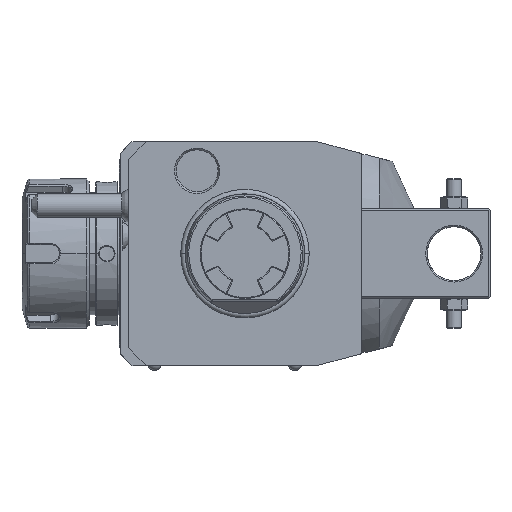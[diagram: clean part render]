
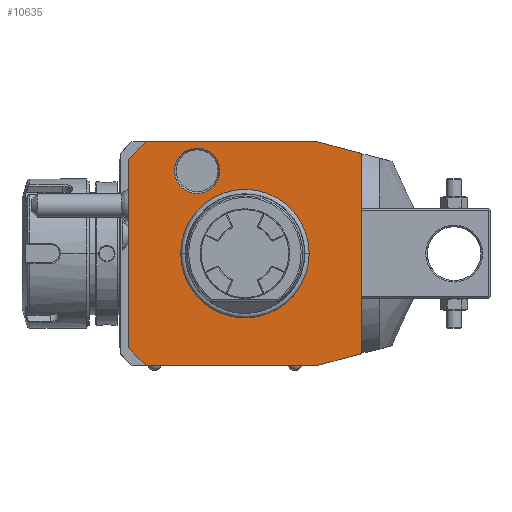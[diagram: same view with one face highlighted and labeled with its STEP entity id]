
A CAD part, front view. The second image highlights one B-rep face of the part: STEP entity #10635.
In plain terms, the highlighted planar face has unit normal (0, -1, 0).
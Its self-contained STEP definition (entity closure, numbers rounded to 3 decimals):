
#1=DIRECTION('',(-0.966,0.,0.259));
#2=VECTOR('',#1,15.529);
#3=CARTESIAN_POINT('',(39.,0.,33.481));
#4=LINE('',#3,#2);
#5=DIRECTION('',(0.,0.,1.));
#6=VECTOR('',#5,66.962);
#7=CARTESIAN_POINT('',(39.,0.,-33.481));
#8=LINE('',#7,#6);
#9=DIRECTION('',(0.966,0.,0.259));
#10=VECTOR('',#9,15.529);
#11=CARTESIAN_POINT('',(24.,0.,-37.5));
#12=LINE('',#11,#10);
#13=DIRECTION('',(1.,0.,0.));
#14=VECTOR('',#13,57.);
#15=CARTESIAN_POINT('',(-33.,0.,-37.5));
#16=LINE('',#15,#14);
#17=DIRECTION('',(0.707,0.,-0.707));
#18=VECTOR('',#17,8.485);
#19=CARTESIAN_POINT('',(-39.,0.,-31.5));
#20=LINE('',#19,#18);
#21=DIRECTION('',(0.,0.,-1.));
#22=VECTOR('',#21,63.);
#23=CARTESIAN_POINT('',(-39.,0.,31.5));
#24=LINE('',#23,#22);
#25=DIRECTION('',(-0.707,0.,-0.707));
#26=VECTOR('',#25,8.485);
#27=CARTESIAN_POINT('',(-33.,0.,37.5));
#28=LINE('',#27,#26);
#29=DIRECTION('',(-1.,0.,0.));
#30=VECTOR('',#29,57.);
#31=CARTESIAN_POINT('',(24.,0.,37.5));
#32=LINE('',#31,#30);
#33=CARTESIAN_POINT('',(-16.,0.,27.713));
#34=DIRECTION('',(0.,1.,0.));
#35=DIRECTION('',(1.,0.,0.));
#36=AXIS2_PLACEMENT_3D('',#33,#34,#35);
#38=CARTESIAN_POINT('',(-16.,0.,27.713));
#39=DIRECTION('',(0.,1.,0.));
#40=DIRECTION('',(-1.,0.,0.));
#41=AXIS2_PLACEMENT_3D('',#38,#39,#40);
#7538=CARTESIAN_POINT('',(0.,0.,0.));
#7539=DIRECTION('',(0.,1.,0.));
#7540=DIRECTION('',(-1.,0.,0.));
#7541=AXIS2_PLACEMENT_3D('',#7538,#7539,#7540);
#7543=CARTESIAN_POINT('',(0.,0.,0.));
#7544=DIRECTION('',(0.,1.,0.));
#7545=DIRECTION('',(1.,0.,0.));
#7546=AXIS2_PLACEMENT_3D('',#7543,#7544,#7545);
#9557=CARTESIAN_POINT('',(-8.423,0.,27.713));
#9558=CARTESIAN_POINT('',(-23.577,0.,27.713));
#9559=VERTEX_POINT('',#9557);
#9560=VERTEX_POINT('',#9558);
#10408=CARTESIAN_POINT('',(39.,0.,33.481));
#10409=CARTESIAN_POINT('',(24.,0.,37.5));
#10410=VERTEX_POINT('',#10408);
#10411=VERTEX_POINT('',#10409);
#10412=CARTESIAN_POINT('',(-33.,0.,37.5));
#10413=VERTEX_POINT('',#10412);
#10414=CARTESIAN_POINT('',(-39.,0.,31.5));
#10415=VERTEX_POINT('',#10414);
#10416=CARTESIAN_POINT('',(-39.,0.,-31.5));
#10417=VERTEX_POINT('',#10416);
#10418=CARTESIAN_POINT('',(-33.,0.,-37.5));
#10419=VERTEX_POINT('',#10418);
#10420=CARTESIAN_POINT('',(24.,0.,-37.5));
#10421=VERTEX_POINT('',#10420);
#10422=CARTESIAN_POINT('',(39.,0.,-33.481));
#10423=VERTEX_POINT('',#10422);
#10492=CARTESIAN_POINT('',(-21.137,0.,0.));
#10493=CARTESIAN_POINT('',(21.137,0.,0.));
#10494=VERTEX_POINT('',#10492);
#10495=VERTEX_POINT('',#10493);
#10600=CARTESIAN_POINT('',(0.,0.,0.));
#10601=DIRECTION('',(0.,-1.,0.));
#10602=DIRECTION('',(-1.,0.,0.));
#10603=AXIS2_PLACEMENT_3D('',#10600,#10601,#10602);
#10604=PLANE('',#10603);
#10606=ORIENTED_EDGE('',*,*,#10605,.F.);
#10608=ORIENTED_EDGE('',*,*,#10607,.F.);
#10610=ORIENTED_EDGE('',*,*,#10609,.F.);
#10612=ORIENTED_EDGE('',*,*,#10611,.F.);
#10614=ORIENTED_EDGE('',*,*,#10613,.F.);
#10616=ORIENTED_EDGE('',*,*,#10615,.F.);
#10618=ORIENTED_EDGE('',*,*,#10617,.F.);
#10620=ORIENTED_EDGE('',*,*,#10619,.F.);
#10621=EDGE_LOOP('',(#10606,#10608,#10610,#10612,#10614,#10616,#10618,#10620));
#10622=FACE_OUTER_BOUND('',#10621,.F.);
#10624=ORIENTED_EDGE('',*,*,#10623,.F.);
#10626=ORIENTED_EDGE('',*,*,#10625,.F.);
#10627=EDGE_LOOP('',(#10624,#10626));
#10628=FACE_BOUND('',#10627,.F.);
#10630=ORIENTED_EDGE('',*,*,#10629,.F.);
#10632=ORIENTED_EDGE('',*,*,#10631,.F.);
#10633=EDGE_LOOP('',(#10630,#10632));
#10634=FACE_BOUND('',#10633,.F.);
#37=CIRCLE('',#36,7.577);
#42=CIRCLE('',#41,7.577);
#7542=CIRCLE('',#7541,21.137);
#7547=CIRCLE('',#7546,21.137);
#10605=EDGE_CURVE('',#10410,#10411,#4,.T.);
#10607=EDGE_CURVE('',#10423,#10410,#8,.T.);
#10609=EDGE_CURVE('',#10421,#10423,#12,.T.);
#10611=EDGE_CURVE('',#10419,#10421,#16,.T.);
#10613=EDGE_CURVE('',#10417,#10419,#20,.T.);
#10615=EDGE_CURVE('',#10415,#10417,#24,.T.);
#10617=EDGE_CURVE('',#10413,#10415,#28,.T.);
#10619=EDGE_CURVE('',#10411,#10413,#32,.T.);
#10623=EDGE_CURVE('',#10494,#10495,#7542,.T.);
#10625=EDGE_CURVE('',#10495,#10494,#7547,.T.);
#10629=EDGE_CURVE('',#9559,#9560,#37,.T.);
#10631=EDGE_CURVE('',#9560,#9559,#42,.T.);
#10635=ADVANCED_FACE('',(#10622,#10628,#10634),#10604,.T.);
